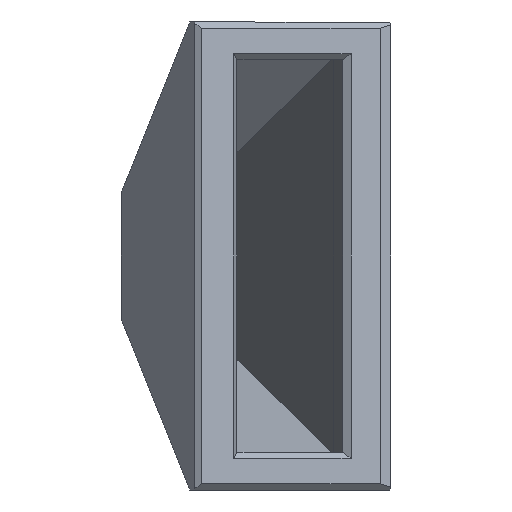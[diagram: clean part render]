
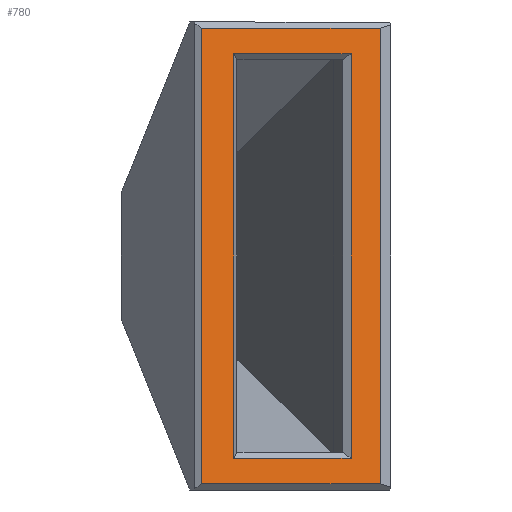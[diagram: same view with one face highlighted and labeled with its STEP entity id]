
A CAD part, left-side view. The second image highlights one B-rep face of the part: STEP entity #780.
In plain terms, the highlighted planar face has unit normal (-0.924, -0.383, 0).
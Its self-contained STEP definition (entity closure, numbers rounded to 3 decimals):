
#12 = CARTESIAN_POINT ( 'NONE',  ( 42.303, 9.741, 0. ) ) ;
#16 = VERTEX_POINT ( 'NONE', #1434 ) ;
#47 = LINE ( 'NONE', #363, #254 ) ;
#53 = VERTEX_POINT ( 'NONE', #1296 ) ;
#109 = LINE ( 'NONE', #682, #1639 ) ;
#128 = LINE ( 'NONE', #1271, #1818 ) ;
#235 = ORIENTED_EDGE ( 'NONE', *, *, #1736, .T. ) ;
#254 = VECTOR ( 'NONE', #944, 1000. ) ;
#266 = DIRECTION ( 'NONE',  ( 0., 0., -1. ) ) ;
#363 = CARTESIAN_POINT ( 'NONE',  ( 39.552, 16.383, 34.5 ) ) ;
#386 = CARTESIAN_POINT ( 'NONE',  ( 47.206, -2.094, 34.5 ) ) ;
#412 = EDGE_CURVE ( 'NONE', #1471, #1072, #991, .T. ) ;
#424 = ORIENTED_EDGE ( 'NONE', *, *, #1331, .T. ) ;
#474 = DIRECTION ( 'NONE',  ( -0.383, 0.924, 0. ) ) ;
#561 = DIRECTION ( 'NONE',  ( 0., 0., -1. ) ) ;
#584 = EDGE_CURVE ( 'NONE', #1471, #53, #1449, .T. ) ;
#596 = ORIENTED_EDGE ( 'NONE', *, *, #584, .T. ) ;
#636 = CARTESIAN_POINT ( 'NONE',  ( 48.163, -4.404, 36.5 ) ) ;
#640 = EDGE_CURVE ( 'NONE', #1378, #1072, #1784, .T. ) ;
#641 = CARTESIAN_POINT ( 'NONE',  ( 48.163, -4.404, 0.5 ) ) ;
#657 = CARTESIAN_POINT ( 'NONE',  ( 48.163, -4.404, 0.5 ) ) ;
#678 = DIRECTION ( 'NONE',  ( 0.924, 0.383, 0. ) ) ;
#682 = CARTESIAN_POINT ( 'NONE',  ( 47.206, -2.094, 0. ) ) ;
#701 = DIRECTION ( 'NONE',  ( 0., 0., -1. ) ) ;
#733 = FACE_BOUND ( 'NONE', #752, .T. ) ;
#752 = EDGE_LOOP ( 'NONE', ( #801, #762, #424, #235 ) ) ;
#762 = ORIENTED_EDGE ( 'NONE', *, *, #1507, .T. ) ;
#780 = ADVANCED_FACE ( 'NONE', ( #733, #1405 ), #1678, .F. ) ;
#801 = ORIENTED_EDGE ( 'NONE', *, *, #1618, .T. ) ;
#814 = DIRECTION ( 'NONE',  ( -0.383, 0.924, 0. ) ) ;
#903 = LINE ( 'NONE', #1770, #1131 ) ;
#914 = ORIENTED_EDGE ( 'NONE', *, *, #1565, .T. ) ;
#944 = DIRECTION ( 'NONE',  ( 0.383, -0.924, 0. ) ) ;
#981 = VECTOR ( 'NONE', #701, 1000. ) ;
#991 = LINE ( 'NONE', #1252, #1660 ) ;
#999 = DIRECTION ( 'NONE',  ( -0.383, 0.924, 0. ) ) ;
#1068 = CARTESIAN_POINT ( 'NONE',  ( 42.303, 9.741, 0.5 ) ) ;
#1072 = VERTEX_POINT ( 'NONE', #657 ) ;
#1127 = VECTOR ( 'NONE', #1221, 1000. ) ;
#1131 = VECTOR ( 'NONE', #1735, 1000. ) ;
#1184 = CARTESIAN_POINT ( 'NONE',  ( 39.552, 16.383, 36.5 ) ) ;
#1221 = DIRECTION ( 'NONE',  ( 0.383, -0.924, 0. ) ) ;
#1228 = VERTEX_POINT ( 'NONE', #1714 ) ;
#1247 = ORIENTED_EDGE ( 'NONE', *, *, #412, .F. ) ;
#1252 = CARTESIAN_POINT ( 'NONE',  ( 48.163, -4.404, 124.736 ) ) ;
#1271 = CARTESIAN_POINT ( 'NONE',  ( 39.552, 16.383, 2.5 ) ) ;
#1276 = AXIS2_PLACEMENT_3D ( 'NONE', #1530, #678, #814 ) ;
#1291 = LINE ( 'NONE', #12, #981 ) ;
#1296 = CARTESIAN_POINT ( 'NONE',  ( 42.303, 9.741, 36.5 ) ) ;
#1305 = VECTOR ( 'NONE', #474, 1000. ) ;
#1308 = EDGE_LOOP ( 'NONE', ( #914, #1482, #1247, #596 ) ) ;
#1331 = EDGE_CURVE ( 'NONE', #1613, #16, #903, .T. ) ;
#1349 = VERTEX_POINT ( 'NONE', #386 ) ;
#1378 = VERTEX_POINT ( 'NONE', #1068 ) ;
#1405 = FACE_OUTER_BOUND ( 'NONE', #1308, .T. ) ;
#1434 = CARTESIAN_POINT ( 'NONE',  ( 43.358, 7.196, 34.5 ) ) ;
#1449 = LINE ( 'NONE', #1184, #1305 ) ;
#1471 = VERTEX_POINT ( 'NONE', #636 ) ;
#1482 = ORIENTED_EDGE ( 'NONE', *, *, #640, .T. ) ;
#1507 = EDGE_CURVE ( 'NONE', #1228, #1613, #128, .T. ) ;
#1530 = CARTESIAN_POINT ( 'NONE',  ( 39.552, 16.383, 0. ) ) ;
#1565 = EDGE_CURVE ( 'NONE', #53, #1378, #1291, .T. ) ;
#1613 = VERTEX_POINT ( 'NONE', #1844 ) ;
#1618 = EDGE_CURVE ( 'NONE', #1349, #1228, #109, .T. ) ;
#1639 = VECTOR ( 'NONE', #561, 1000. ) ;
#1660 = VECTOR ( 'NONE', #266, 1000. ) ;
#1678 = PLANE ( 'NONE',  #1276 ) ;
#1714 = CARTESIAN_POINT ( 'NONE',  ( 47.206, -2.094, 2.5 ) ) ;
#1735 = DIRECTION ( 'NONE',  ( 0., 0., 1. ) ) ;
#1736 = EDGE_CURVE ( 'NONE', #16, #1349, #47, .T. ) ;
#1770 = CARTESIAN_POINT ( 'NONE',  ( 43.358, 7.196, 0. ) ) ;
#1784 = LINE ( 'NONE', #641, #1127 ) ;
#1818 = VECTOR ( 'NONE', #999, 1000. ) ;
#1844 = CARTESIAN_POINT ( 'NONE',  ( 43.358, 7.196, 2.5 ) ) ;
